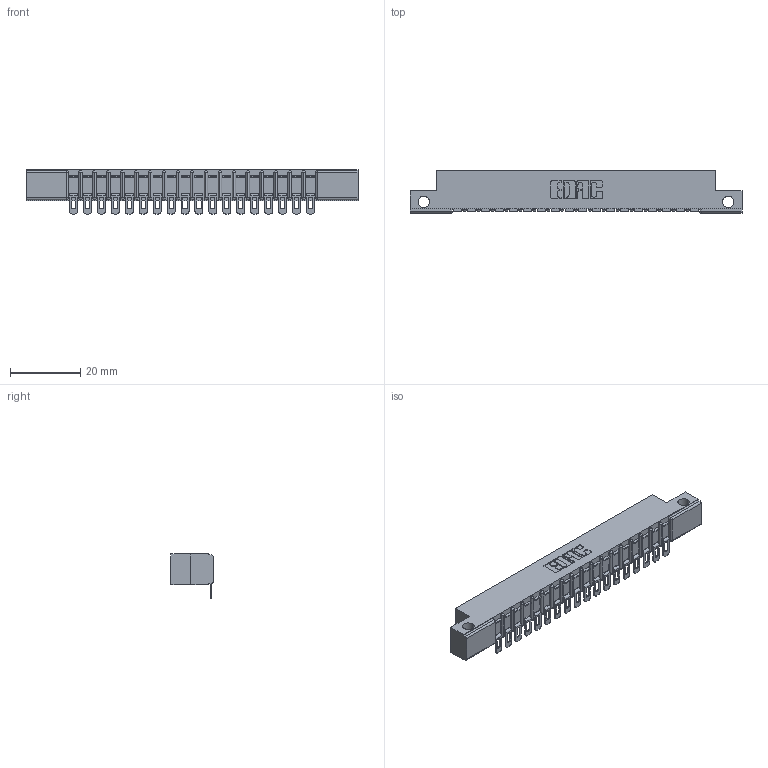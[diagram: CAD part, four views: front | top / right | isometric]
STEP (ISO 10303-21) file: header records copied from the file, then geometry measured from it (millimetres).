
FILE_DESCRIPTION (( 'STEP AP203' ), '1' );
FILE_NAME ('307-018-554-112.STEP', '2019-09-04T22:22:46', ( '' ), ( '' ), 'SwSTEP 2.0', 'SolidWorks 2016', '' );
FILE_SCHEMA (( 'CONFIG_CONTROL_DESIGN' ));
Length unit declared in the file: inch
Products named in the file (3): 307 Part_.128 Dia Side Mounting Holes; 307-018-554-112; 307-290-002_554
Assembly tree (19 placements, depth 2):
  307-018-554-112
    307 Part_.128 Dia Side Mounting Holes
    307-290-002_554  x18
Bounding box: 94.34 x 12.01 x 12.52 mm (x, y, z)
Volume: 6156.3 mm3; surface area: 10911.4 mm2
Topology: 19 solids, 19 shells, 1595 faces, 4877 edges, 3198 vertices
Faces by surface type: plane 898, cylinder 659, sphere 38
Entity records: 19357 total; most frequent: CARTESIAN_POINT 3262, ORIENTED_EDGE 3252, DIRECTION 3186, EDGE_CURVE 1626, LINE 1226, VECTOR 1226, VERTEX_POINT 1056, AXIS2_PLACEMENT_3D 980
